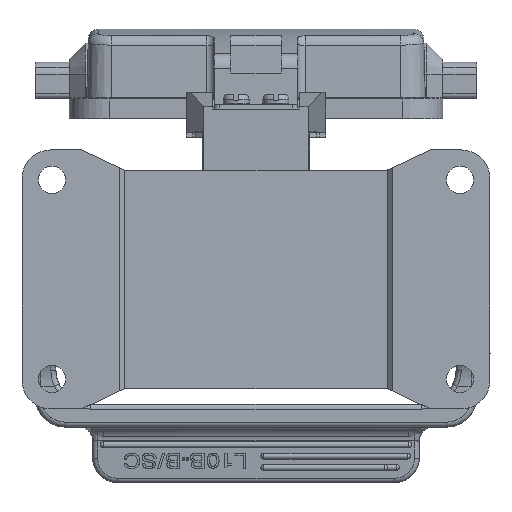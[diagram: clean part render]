
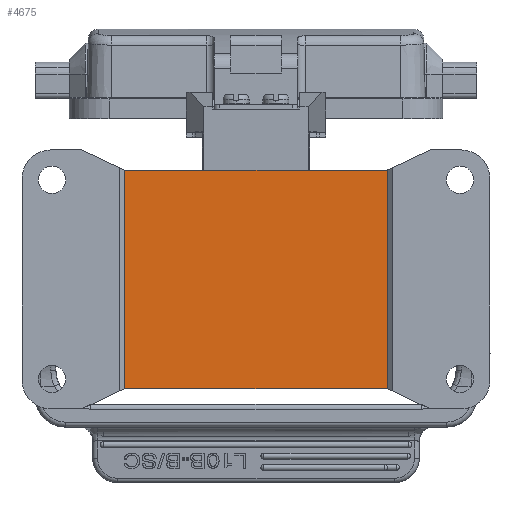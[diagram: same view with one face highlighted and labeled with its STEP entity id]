
A CAD part, front view. The second image highlights one B-rep face of the part: STEP entity #4675.
In plain terms, the highlighted planar face has unit normal (0, -1, 0).
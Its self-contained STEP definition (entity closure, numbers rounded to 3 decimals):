
#2927=PLANE('',#36896);
#4675=ADVANCED_FACE('',(#6547),#2927,.T.);
#6547=FACE_OUTER_BOUND('',#8524,.T.);
#8524=EDGE_LOOP('',(#20534,#20535,#20536,#20537,#20538,#20539,#20540,#20541));
#10219=B_SPLINE_CURVE_WITH_KNOTS('',3,(#69223,#69224,#69225,#69226),
 .UNSPECIFIED.,.F.,.F.,(4,4),(0.,1.),.UNSPECIFIED.);
#10341=B_SPLINE_CURVE_WITH_KNOTS('',3,(#71214,#71215,#71216,#71217),
 .UNSPECIFIED.,.F.,.F.,(4,4),(0.,1.),.UNSPECIFIED.);
#10343=B_SPLINE_CURVE_WITH_KNOTS('',3,(#71234,#71235,#71236,#71237),
 .UNSPECIFIED.,.F.,.F.,(4,4),(0.,1.),.UNSPECIFIED.);
#10345=B_SPLINE_CURVE_WITH_KNOTS('',3,(#71248,#71249,#71250,#71251),
 .UNSPECIFIED.,.F.,.F.,(4,4),(0.,1.),.UNSPECIFIED.);
#10347=B_SPLINE_CURVE_WITH_KNOTS('',3,(#71258,#71259,#71260,#71261),
 .UNSPECIFIED.,.F.,.F.,(4,4),(0.,1.),.UNSPECIFIED.);
#10348=B_SPLINE_CURVE_WITH_KNOTS('',3,(#71262,#71263,#71264,#71265),
 .UNSPECIFIED.,.F.,.F.,(4,4),(0.,1.),.UNSPECIFIED.);
#10349=B_SPLINE_CURVE_WITH_KNOTS('',3,(#71267,#71268,#71269,#71270),
 .UNSPECIFIED.,.F.,.F.,(4,4),(0.,1.),.UNSPECIFIED.);
#10350=B_SPLINE_CURVE_WITH_KNOTS('',3,(#71272,#71273,#71274,#71275),
 .UNSPECIFIED.,.F.,.F.,(4,4),(0.,1.),.UNSPECIFIED.);
#20534=ORIENTED_EDGE('',*,*,#29366,.F.);
#20535=ORIENTED_EDGE('',*,*,#28618,.T.);
#20536=ORIENTED_EDGE('',*,*,#29372,.F.);
#20537=ORIENTED_EDGE('',*,*,#29359,.F.);
#20538=ORIENTED_EDGE('',*,*,#29373,.F.);
#20539=ORIENTED_EDGE('',*,*,#29374,.F.);
#20540=ORIENTED_EDGE('',*,*,#29375,.F.);
#20541=ORIENTED_EDGE('',*,*,#29370,.F.);
#24013=VERTEX_POINT('',#69222);
#24014=VERTEX_POINT('',#69227);
#24497=VERTEX_POINT('',#71213);
#24498=VERTEX_POINT('',#71218);
#24503=VERTEX_POINT('',#71238);
#24506=VERTEX_POINT('',#71252);
#24507=VERTEX_POINT('',#71266);
#24508=VERTEX_POINT('',#71271);
#28618=EDGE_CURVE('',#24014,#24013,#10219,.T.);
#29359=EDGE_CURVE('',#24497,#24498,#10341,.T.);
#29366=EDGE_CURVE('',#24014,#24503,#10343,.T.);
#29370=EDGE_CURVE('',#24503,#24506,#10345,.T.);
#29372=EDGE_CURVE('',#24498,#24013,#10347,.T.);
#29373=EDGE_CURVE('',#24507,#24497,#10348,.T.);
#29374=EDGE_CURVE('',#24508,#24507,#10349,.T.);
#29375=EDGE_CURVE('',#24506,#24508,#10350,.T.);
#36896=AXIS2_PLACEMENT_3D('',#71276,#44358,#44359);
#44358=DIRECTION('',(0.,-1.,0.));
#44359=DIRECTION('',(-1.,0.,0.));
#69222=CARTESIAN_POINT('',(-0.65,50.375,62.434));
#69223=CARTESIAN_POINT('',(52.055,50.375,62.434));
#69224=CARTESIAN_POINT('',(34.487,50.375,62.434));
#69225=CARTESIAN_POINT('',(16.918,50.375,62.434));
#69226=CARTESIAN_POINT('',(-0.65,50.375,62.434));
#69227=CARTESIAN_POINT('',(52.055,50.375,62.434));
#71213=CARTESIAN_POINT('',(-0.668,50.375,18.594));
#71214=CARTESIAN_POINT('',(-0.668,50.376,18.594));
#71215=CARTESIAN_POINT('',(-0.668,50.376,33.21));
#71216=CARTESIAN_POINT('',(-0.668,50.376,47.826));
#71217=CARTESIAN_POINT('',(-0.668,50.376,62.441));
#71218=CARTESIAN_POINT('',(-0.668,50.375,62.441));
#71234=CARTESIAN_POINT('',(52.055,50.375,62.434));
#71235=CARTESIAN_POINT('',(52.061,50.375,62.436));
#71236=CARTESIAN_POINT('',(52.066,50.375,62.439));
#71237=CARTESIAN_POINT('',(52.072,50.375,62.442));
#71238=CARTESIAN_POINT('',(52.073,50.375,62.44));
#71248=CARTESIAN_POINT('',(52.073,50.376,62.44));
#71249=CARTESIAN_POINT('',(52.073,50.376,47.825));
#71250=CARTESIAN_POINT('',(52.073,50.376,33.209));
#71251=CARTESIAN_POINT('',(52.073,50.376,18.593));
#71252=CARTESIAN_POINT('',(52.073,50.375,18.593));
#71258=CARTESIAN_POINT('',(-0.667,50.375,62.442));
#71259=CARTESIAN_POINT('',(-0.662,50.375,62.439));
#71260=CARTESIAN_POINT('',(-0.656,50.375,62.436));
#71261=CARTESIAN_POINT('',(-0.65,50.375,62.434));
#71262=CARTESIAN_POINT('',(-0.65,50.375,18.601));
#71263=CARTESIAN_POINT('',(-0.656,50.375,18.598));
#71264=CARTESIAN_POINT('',(-0.661,50.375,18.596));
#71265=CARTESIAN_POINT('',(-0.667,50.375,18.593));
#71266=CARTESIAN_POINT('',(-0.65,50.375,18.6));
#71267=CARTESIAN_POINT('',(52.055,50.375,18.601));
#71268=CARTESIAN_POINT('',(34.487,50.375,18.601));
#71269=CARTESIAN_POINT('',(16.918,50.375,18.601));
#71270=CARTESIAN_POINT('',(-0.65,50.375,18.601));
#71271=CARTESIAN_POINT('',(52.055,50.375,18.601));
#71272=CARTESIAN_POINT('',(52.073,50.375,18.593));
#71273=CARTESIAN_POINT('',(52.067,50.375,18.595));
#71274=CARTESIAN_POINT('',(52.061,50.375,18.598));
#71275=CARTESIAN_POINT('',(52.055,50.375,18.601));
#71276=CARTESIAN_POINT('',(25.703,50.375,40.517));
